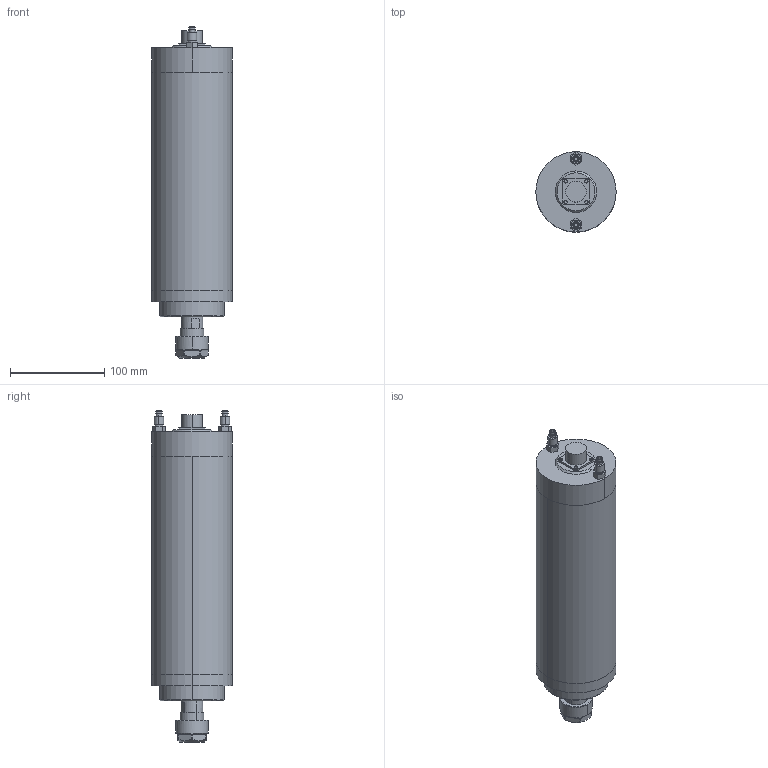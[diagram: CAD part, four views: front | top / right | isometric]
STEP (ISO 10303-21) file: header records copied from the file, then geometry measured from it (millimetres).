
FILE_DESCRIPTION (( 'STEP AP214' ), '1' );
FILE_NAME ('GDK85-24Z-2.2BJ.STEP', '2021-05-21T08:52:34', ( '萇齟' ), ( '' ), 'SwSTEP 2.0', 'SolidWorks 2018', '' );
FILE_SCHEMA (( 'AUTOMOTIVE_DESIGN' ));
Length unit declared in the file: millimetre
Products named in the file (11): ER20蹟簽; ER20 粟俶芠標; GDK85-24Z-2.2BJ前螺母; GDK85-24Z-2.2前轴承座; 堤盄釱脣芛28x28; GDK85-24Z-2.2堤盄釱; GDK85-24Z-2.2BJ儂褲231; 阨郲30.5ㄗM8ㄘ; GDK85-24Z-2.2BJ滅鳥欶; GDK85-24Z-2.2D粣芛; GDK85-24Z-2.2BJ
Assembly tree (11 placements, depth 2):
  GDK85-24Z-2.2BJ
    GDK85-24Z-2.2BJ儂褲231
    GDK85-24Z-2.2堤盄釱
    GDK85-24Z-2.2前轴承座
    GDK85-24Z-2.2BJ滅鳥欶
    GDK85-24Z-2.2D粣芛
    GDK85-24Z-2.2BJ前螺母
    ER20 粟俶芠標
    ER20蹟簽
    堤盄釱脣芛28x28
    阨郲30.5ㄗM8ㄘ  x2
Bounding box: 85 x 85 x 351.5 mm (x, y, z)
Volume: 1567217.4 mm3; surface area: 140497.7 mm2
Topology: 11 solids, 11 shells, 171 faces, 370 edges, 244 vertices
Faces by surface type: cylinder 82, plane 71, cone 18
Entity records: 4806 total; most frequent: CARTESIAN_POINT 983, DIRECTION 766, ORIENTED_EDGE 620, AXIS2_PLACEMENT_3D 315, EDGE_CURVE 310, VERTEX_POINT 204, EDGE_LOOP 176, CIRCLE 158
